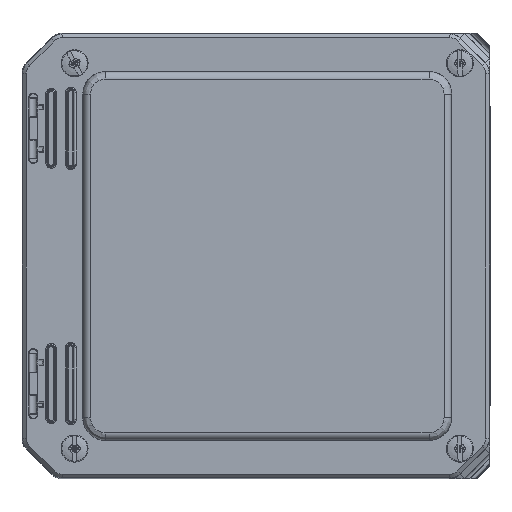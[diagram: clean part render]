
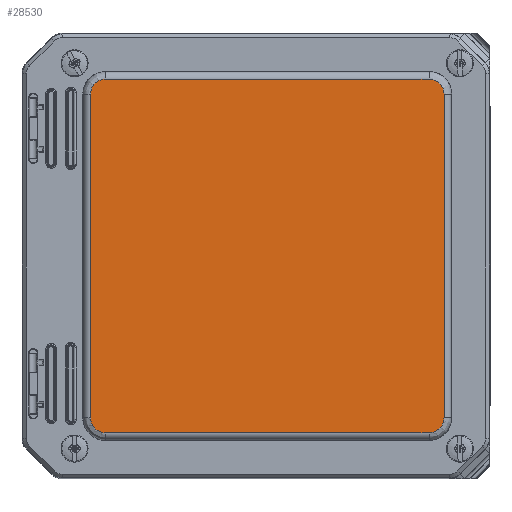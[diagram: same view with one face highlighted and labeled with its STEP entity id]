
A CAD part, top view. The second image highlights one B-rep face of the part: STEP entity #28530.
In plain terms, the highlighted face is planar.
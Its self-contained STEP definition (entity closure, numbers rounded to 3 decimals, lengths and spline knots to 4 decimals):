
#927=ELLIPSE('',#31852,0.2501,0.25);
#930=ELLIPSE('',#31856,0.2501,0.25);
#931=ELLIPSE('',#31862,0.2501,0.25);
#934=ELLIPSE('',#31866,0.2501,0.25);
#4096=LINE('',#69036,#6041);
#4098=LINE('',#69204,#6043);
#4101=LINE('',#69211,#6046);
#4103=LINE('',#69384,#6048);
#6041=VECTOR('',#40034,5.3847);
#6043=VECTOR('',#40054,5.3847);
#6046=VECTOR('',#40061,5.3847);
#6048=VECTOR('',#40077,5.3847);
#6718=PLANE('',#31872);
#8531=FACE_OUTER_BOUND('',#10406,.T.);
#10406=EDGE_LOOP('',(#26116,#26117,#26118,#26119,#26120,#26121,#26122,#26123));
#13991=VERTEX_POINT('',#69033);
#13992=VERTEX_POINT('',#69035);
#13995=VERTEX_POINT('',#69121);
#13996=VERTEX_POINT('',#69195);
#13999=VERTEX_POINT('',#69202);
#14000=VERTEX_POINT('',#69207);
#14003=VERTEX_POINT('',#69293);
#14004=VERTEX_POINT('',#69377);
#18062=EDGE_CURVE('',#13991,#13992,#4096,.T.);
#18066=EDGE_CURVE('',#13995,#13991,#927,.T.);
#18070=EDGE_CURVE('',#13992,#13996,#930,.T.);
#18072=EDGE_CURVE('',#13999,#13995,#4098,.T.);
#18076=EDGE_CURVE('',#13996,#14000,#4101,.T.);
#18078=EDGE_CURVE('',#14003,#13999,#931,.T.);
#18082=EDGE_CURVE('',#14000,#14004,#934,.T.);
#18084=EDGE_CURVE('',#14004,#14003,#4103,.T.);
#26116=ORIENTED_EDGE('',*,*,#18062,.F.);
#26117=ORIENTED_EDGE('',*,*,#18066,.F.);
#26118=ORIENTED_EDGE('',*,*,#18072,.F.);
#26119=ORIENTED_EDGE('',*,*,#18078,.F.);
#26120=ORIENTED_EDGE('',*,*,#18084,.F.);
#26121=ORIENTED_EDGE('',*,*,#18082,.F.);
#26122=ORIENTED_EDGE('',*,*,#18076,.F.);
#26123=ORIENTED_EDGE('',*,*,#18070,.F.);
#28530=ADVANCED_FACE('',(#8531),#6718,.F.);
#31852=AXIS2_PLACEMENT_3D('',#69123,#40040,#40041);
#31856=AXIS2_PLACEMENT_3D('',#69199,#40048,#40049);
#31862=AXIS2_PLACEMENT_3D('',#69295,#40064,#40065);
#31866=AXIS2_PLACEMENT_3D('',#69381,#40072,#40073);
#31872=AXIS2_PLACEMENT_3D('',#69394,#40091,#40092);
#40034=DIRECTION('',(1.,0.,0.));
#40040=DIRECTION('center_axis',(0.,0.,1.));
#40041=DIRECTION('ref_axis',(-0.707,-0.707,0.));
#40048=DIRECTION('center_axis',(0.,0.,1.));
#40049=DIRECTION('ref_axis',(0.707,-0.707,0.));
#40054=DIRECTION('',(0.,-1.,0.));
#40061=DIRECTION('',(0.,1.,0.));
#40064=DIRECTION('center_axis',(0.,0.,1.));
#40065=DIRECTION('ref_axis',(-0.707,0.707,0.));
#40072=DIRECTION('center_axis',(0.,0.,1.));
#40073=DIRECTION('ref_axis',(0.707,0.707,0.));
#40077=DIRECTION('',(-1.,0.,0.));
#40091=DIRECTION('center_axis',(0.,0.,1.));
#40092=DIRECTION('ref_axis',(1.,0.,0.));
#69033=CARTESIAN_POINT('',(-2.5048,-2.9423,0.));
#69035=CARTESIAN_POINT('',(2.8798,-2.9423,0.));
#69036=CARTESIAN_POINT('',(-2.5048,-2.9423,0.));
#69121=CARTESIAN_POINT('',(-2.7548,-2.6923,0.));
#69123=CARTESIAN_POINT('Origin',(-2.5048,-2.6923,0.));
#69195=CARTESIAN_POINT('',(3.1298,-2.6923,0.));
#69199=CARTESIAN_POINT('Origin',(2.8798,-2.6923,0.));
#69202=CARTESIAN_POINT('',(-2.7548,2.6923,0.));
#69204=CARTESIAN_POINT('',(-2.7548,2.6923,0.));
#69207=CARTESIAN_POINT('',(3.1298,2.6923,0.));
#69211=CARTESIAN_POINT('',(3.1298,-2.6923,0.));
#69293=CARTESIAN_POINT('',(-2.5048,2.9423,0.));
#69295=CARTESIAN_POINT('Origin',(-2.5048,2.6923,0.));
#69377=CARTESIAN_POINT('',(2.8798,2.9423,0.));
#69381=CARTESIAN_POINT('Origin',(2.8798,2.6923,0.));
#69384=CARTESIAN_POINT('',(2.8798,2.9423,0.));
#69394=CARTESIAN_POINT('Origin',(0.1875,0.,0.));
